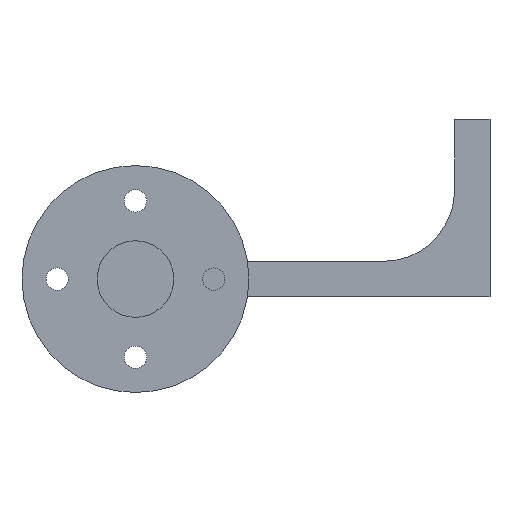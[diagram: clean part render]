
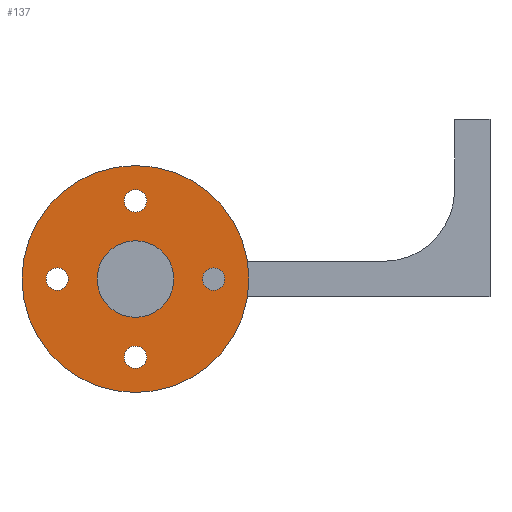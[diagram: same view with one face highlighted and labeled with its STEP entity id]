
A CAD part, front view. The second image highlights one B-rep face of the part: STEP entity #137.
In plain terms, the highlighted planar face has unit normal (0, -1, 0).
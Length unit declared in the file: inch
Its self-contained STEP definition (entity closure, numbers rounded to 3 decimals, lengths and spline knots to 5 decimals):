
#13 = ORIENTED_EDGE ( 'NONE', *, *, #784, .F. ) ;
#22 = VERTEX_POINT ( 'NONE', #435 ) ;
#35 = CARTESIAN_POINT ( 'NONE',  ( -0.27559, 0.34811, 0. ) ) ;
#42 = DIRECTION ( 'NONE',  ( 0., 0., -1. ) ) ;
#47 = CIRCLE ( 'NONE', #1464, 0.03937 ) ;
#60 = EDGE_CURVE ( 'NONE', #183, #1388, #790, .T. ) ;
#66 = CARTESIAN_POINT ( 'NONE',  ( 0., 0.34811, 0. ) ) ;
#94 = ORIENTED_EDGE ( 'NONE', *, *, #186, .F. ) ;
#122 = VERTEX_POINT ( 'NONE', #787 ) ;
#135 = AXIS2_PLACEMENT_3D ( 'NONE', #1276, #940, #628 ) ;
#137 = ADVANCED_FACE ( 'NONE', ( #319, #1224, #532, #603, #727, #854 ), #484, .T. ) ;
#144 = ORIENTED_EDGE ( 'NONE', *, *, #823, .F. ) ;
#150 = VERTEX_POINT ( 'NONE', #964 ) ;
#154 = EDGE_LOOP ( 'NONE', ( #160, #730 ) ) ;
#156 = VERTEX_POINT ( 'NONE', #841 ) ;
#160 = ORIENTED_EDGE ( 'NONE', *, *, #616, .F. ) ;
#177 = DIRECTION ( 'NONE',  ( 0., -1., 0. ) ) ;
#183 = VERTEX_POINT ( 'NONE', #377 ) ;
#186 = EDGE_CURVE ( 'NONE', #150, #1060, #548, .T. ) ;
#222 = CARTESIAN_POINT ( 'NONE',  ( 0., 0.34811, -0.27559 ) ) ;
#223 = VERTEX_POINT ( 'NONE', #822 ) ;
#226 = VERTEX_POINT ( 'NONE', #1269 ) ;
#238 = CIRCLE ( 'NONE', #739, 0.135 ) ;
#250 = EDGE_CURVE ( 'NONE', #156, #226, #980, .T. ) ;
#254 = DIRECTION ( 'NONE',  ( 0., 0., -1. ) ) ;
#259 = AXIS2_PLACEMENT_3D ( 'NONE', #402, #1051, #828 ) ;
#286 = DIRECTION ( 'NONE',  ( 0., 0., -1. ) ) ;
#319 = FACE_BOUND ( 'NONE', #527, .T. ) ;
#335 = CARTESIAN_POINT ( 'NONE',  ( 0., 0.34811, 0. ) ) ;
#348 = CARTESIAN_POINT ( 'NONE',  ( 0., 0.34811, -0.31496 ) ) ;
#352 = EDGE_LOOP ( 'NONE', ( #1369, #1066 ) ) ;
#362 = DIRECTION ( 'NONE',  ( 0., 0., -1. ) ) ;
#377 = CARTESIAN_POINT ( 'NONE',  ( 0., 0.34811, -0.23622 ) ) ;
#397 = CARTESIAN_POINT ( 'NONE',  ( 0., 0.34811, 0.23622 ) ) ;
#402 = CARTESIAN_POINT ( 'NONE',  ( 0., 0.34811, 0. ) ) ;
#407 = AXIS2_PLACEMENT_3D ( 'NONE', #1334, #686, #1139 ) ;
#435 = CARTESIAN_POINT ( 'NONE',  ( 0.27559, 0.34811, -0.03937 ) ) ;
#456 = AXIS2_PLACEMENT_3D ( 'NONE', #1373, #814, #952 ) ;
#466 = EDGE_CURVE ( 'NONE', #1343, #22, #503, .T. ) ;
#478 = AXIS2_PLACEMENT_3D ( 'NONE', #35, #831, #42 ) ;
#481 = CIRCLE ( 'NONE', #837, 0.03937 ) ;
#484 = PLANE ( 'NONE',  #135 ) ;
#496 = CARTESIAN_POINT ( 'NONE',  ( -0.27559, 0.34811, 0. ) ) ;
#503 = CIRCLE ( 'NONE', #456, 0.03937 ) ;
#512 = EDGE_CURVE ( 'NONE', #904, #122, #858, .T. ) ;
#514 = EDGE_LOOP ( 'NONE', ( #600, #94 ) ) ;
#525 = CARTESIAN_POINT ( 'NONE',  ( 0., 0.34811, 0. ) ) ;
#527 = EDGE_LOOP ( 'NONE', ( #144, #1129 ) ) ;
#532 = FACE_BOUND ( 'NONE', #514, .T. ) ;
#545 = EDGE_CURVE ( 'NONE', #1060, #150, #809, .T. ) ;
#548 = CIRCLE ( 'NONE', #1003, 0.03937 ) ;
#584 = VERTEX_POINT ( 'NONE', #1194 ) ;
#600 = ORIENTED_EDGE ( 'NONE', *, *, #545, .F. ) ;
#603 = FACE_BOUND ( 'NONE', #667, .T. ) ;
#607 = EDGE_CURVE ( 'NONE', #223, #584, #238, .T. ) ;
#616 = EDGE_CURVE ( 'NONE', #22, #1343, #47, .T. ) ;
#628 = DIRECTION ( 'NONE',  ( 0., 0., -1. ) ) ;
#648 = AXIS2_PLACEMENT_3D ( 'NONE', #709, #1049, #362 ) ;
#667 = EDGE_LOOP ( 'NONE', ( #13, #762 ) ) ;
#686 = DIRECTION ( 'NONE',  ( 0., -1., 0. ) ) ;
#693 = AXIS2_PLACEMENT_3D ( 'NONE', #66, #177, #1413 ) ;
#709 = CARTESIAN_POINT ( 'NONE',  ( 0., 0.34811, 0.27559 ) ) ;
#727 = FACE_BOUND ( 'NONE', #352, .T. ) ;
#730 = ORIENTED_EDGE ( 'NONE', *, *, #466, .F. ) ;
#737 = ORIENTED_EDGE ( 'NONE', *, *, #1056, .T. ) ;
#739 = AXIS2_PLACEMENT_3D ( 'NONE', #335, #1222, #852 ) ;
#754 = CARTESIAN_POINT ( 'NONE',  ( -0.27559, 0.34811, 0.03937 ) ) ;
#762 = ORIENTED_EDGE ( 'NONE', *, *, #512, .F. ) ;
#765 = AXIS2_PLACEMENT_3D ( 'NONE', #496, #1069, #254 ) ;
#784 = EDGE_CURVE ( 'NONE', #122, #904, #861, .T. ) ;
#787 = CARTESIAN_POINT ( 'NONE',  ( -0.27559, 0.34811, -0.03937 ) ) ;
#790 = CIRCLE ( 'NONE', #407, 0.03937 ) ;
#806 = DIRECTION ( 'NONE',  ( 0., 0., -1. ) ) ;
#809 = CIRCLE ( 'NONE', #648, 0.03937 ) ;
#813 = EDGE_LOOP ( 'NONE', ( #1081, #737 ) ) ;
#814 = DIRECTION ( 'NONE',  ( 0., -1., 0. ) ) ;
#822 = CARTESIAN_POINT ( 'NONE',  ( 0., 0.34811, 0.135 ) ) ;
#823 = EDGE_CURVE ( 'NONE', #584, #223, #1146, .T. ) ;
#828 = DIRECTION ( 'NONE',  ( 0., 0., -1. ) ) ;
#831 = DIRECTION ( 'NONE',  ( 0., -1., 0. ) ) ;
#837 = AXIS2_PLACEMENT_3D ( 'NONE', #222, #1259, #806 ) ;
#841 = CARTESIAN_POINT ( 'NONE',  ( 0., 0.34811, -0.4 ) ) ;
#846 = DIRECTION ( 'NONE',  ( 0., -1., 0. ) ) ;
#852 = DIRECTION ( 'NONE',  ( 0., 0., -1. ) ) ;
#854 = FACE_OUTER_BOUND ( 'NONE', #813, .T. ) ;
#858 = CIRCLE ( 'NONE', #765, 0.03937 ) ;
#861 = CIRCLE ( 'NONE', #478, 0.03937 ) ;
#863 = CARTESIAN_POINT ( 'NONE',  ( 0.27559, 0.34811, 0. ) ) ;
#904 = VERTEX_POINT ( 'NONE', #754 ) ;
#940 = DIRECTION ( 'NONE',  ( 0., -1., 0. ) ) ;
#952 = DIRECTION ( 'NONE',  ( 0., 0., -1. ) ) ;
#964 = CARTESIAN_POINT ( 'NONE',  ( 0., 0.34811, 0.31496 ) ) ;
#980 = CIRCLE ( 'NONE', #259, 0.4 ) ;
#1003 = AXIS2_PLACEMENT_3D ( 'NONE', #1378, #846, #286 ) ;
#1007 = AXIS2_PLACEMENT_3D ( 'NONE', #525, #1065, #1279 ) ;
#1049 = DIRECTION ( 'NONE',  ( 0., -1., 0. ) ) ;
#1051 = DIRECTION ( 'NONE',  ( 0., -1., 0. ) ) ;
#1056 = EDGE_CURVE ( 'NONE', #226, #156, #1327, .T. ) ;
#1060 = VERTEX_POINT ( 'NONE', #397 ) ;
#1065 = DIRECTION ( 'NONE',  ( 0., -1., 0. ) ) ;
#1066 = ORIENTED_EDGE ( 'NONE', *, *, #60, .F. ) ;
#1069 = DIRECTION ( 'NONE',  ( 0., -1., 0. ) ) ;
#1081 = ORIENTED_EDGE ( 'NONE', *, *, #250, .T. ) ;
#1090 = DIRECTION ( 'NONE',  ( 0., -1., 0. ) ) ;
#1129 = ORIENTED_EDGE ( 'NONE', *, *, #607, .F. ) ;
#1139 = DIRECTION ( 'NONE',  ( 0., 0., -1. ) ) ;
#1146 = CIRCLE ( 'NONE', #1007, 0.135 ) ;
#1194 = CARTESIAN_POINT ( 'NONE',  ( 0., 0.34811, -0.135 ) ) ;
#1222 = DIRECTION ( 'NONE',  ( 0., -1., 0. ) ) ;
#1224 = FACE_BOUND ( 'NONE', #154, .T. ) ;
#1259 = DIRECTION ( 'NONE',  ( 0., -1., 0. ) ) ;
#1269 = CARTESIAN_POINT ( 'NONE',  ( 0., 0.34811, 0.4 ) ) ;
#1276 = CARTESIAN_POINT ( 'NONE',  ( 0., 0.34811, 0. ) ) ;
#1279 = DIRECTION ( 'NONE',  ( 0., 0., -1. ) ) ;
#1327 = CIRCLE ( 'NONE', #693, 0.4 ) ;
#1334 = CARTESIAN_POINT ( 'NONE',  ( 0., 0.34811, -0.27559 ) ) ;
#1343 = VERTEX_POINT ( 'NONE', #1431 ) ;
#1357 = EDGE_CURVE ( 'NONE', #1388, #183, #481, .T. ) ;
#1369 = ORIENTED_EDGE ( 'NONE', *, *, #1357, .F. ) ;
#1373 = CARTESIAN_POINT ( 'NONE',  ( 0.27559, 0.34811, 0. ) ) ;
#1378 = CARTESIAN_POINT ( 'NONE',  ( 0., 0.34811, 0.27559 ) ) ;
#1388 = VERTEX_POINT ( 'NONE', #348 ) ;
#1413 = DIRECTION ( 'NONE',  ( 0., 0., -1. ) ) ;
#1423 = DIRECTION ( 'NONE',  ( 0., 0., -1. ) ) ;
#1431 = CARTESIAN_POINT ( 'NONE',  ( 0.27559, 0.34811, 0.03937 ) ) ;
#1464 = AXIS2_PLACEMENT_3D ( 'NONE', #863, #1090, #1423 ) ;
